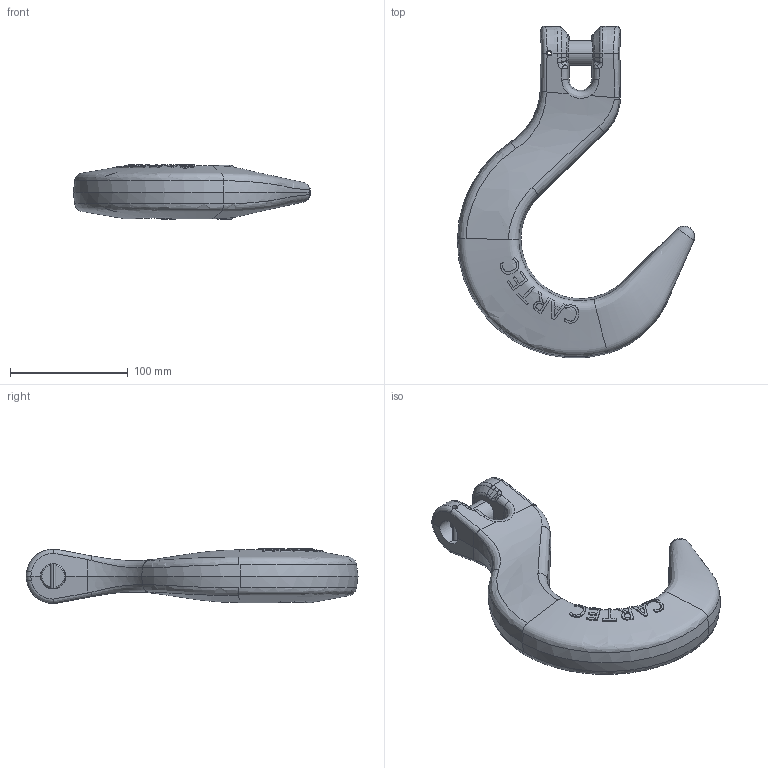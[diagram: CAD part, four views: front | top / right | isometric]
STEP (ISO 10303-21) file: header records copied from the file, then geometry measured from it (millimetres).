
FILE_DESCRIPTION(('STEP AP214'),'1');
FILE_NAME('cyf_16.stp','2018-01-24T07:41:19',('TraceParts'),('TraceParts S.A.'),'Spatial InterOp 3D',' ',' ');
FILE_SCHEMA(('automotive_design'));
Length unit declared in the file: millimetre
Products named in the file (3): cyf_16_1; cyf_16_2; cyf_16_3
Bounding box: 201.5 x 281.85 x 46.5 mm (x, y, z)
Volume: 723440.2 mm3; surface area: 80681.2 mm2
Topology: 3 solids, 3 shells, 280 faces, 745 edges, 468 vertices
Faces by surface type: bspline 137, plane 77, cylinder 40, cone 26
Entity records: 46052 total; most frequent: CARTESIAN_POINT 37907, ORIENTED_EDGE 1482, DIRECTION 766, EDGE_CURVE 741, VERTEX_POINT 468, B_SPLINE_CURVE_WITH_KNOTS 396, EDGE_LOOP 291, STYLED_ITEM 283
